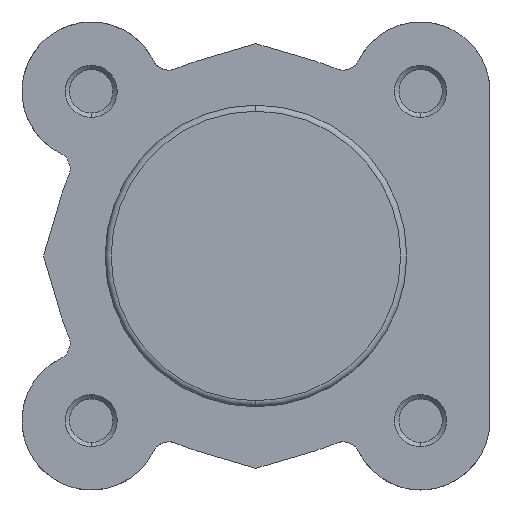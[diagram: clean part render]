
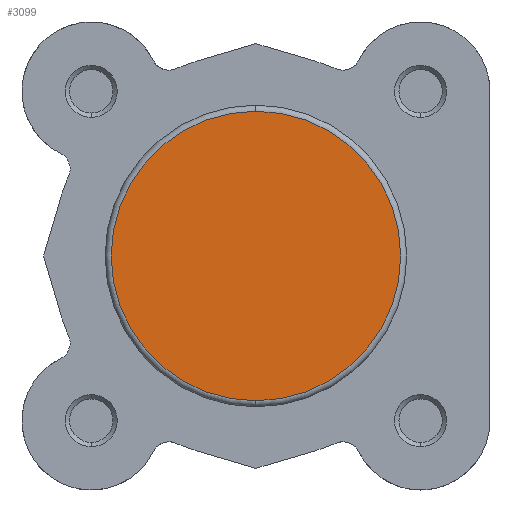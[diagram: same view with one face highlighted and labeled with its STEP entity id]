
A CAD part, left-side view. The second image highlights one B-rep face of the part: STEP entity #3099.
In plain terms, the highlighted planar face has unit normal (-1, 0, 0).
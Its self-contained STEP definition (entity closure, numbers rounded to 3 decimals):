
#64 = VERTEX_POINT ( 'NONE', #77 ) ;
#69 = VERTEX_POINT ( 'NONE', #75 ) ;
#75 = CARTESIAN_POINT ( 'NONE',  ( 0., 0., -16.7 ) ) ;
#77 = CARTESIAN_POINT ( 'NONE',  ( 0., 0., 16.7 ) ) ;
#991 = CIRCLE ( 'NONE', #2408, 16.7 ) ;
#1346 = EDGE_LOOP ( 'NONE', ( #3174, #3173 ) ) ;
#2368 = EDGE_CURVE ( 'NONE', #64, #69, #991, .T. ) ;
#2408 = AXIS2_PLACEMENT_3D ( 'NONE', #4671, #4670, #4669 ) ;
#2594 = AXIS2_PLACEMENT_3D ( 'NONE', #4844, #4854, #4855 ) ;
#2855 = AXIS2_PLACEMENT_3D ( 'NONE', #5985, #5988, #5989 ) ;
#3099 = ADVANCED_FACE ( 'NONE', ( #3399 ), #4841, .T. ) ;
#3173 = ORIENTED_EDGE ( 'NONE', *, *, #6688, .T. ) ;
#3174 = ORIENTED_EDGE ( 'NONE', *, *, #2368, .T. ) ;
#3399 = FACE_OUTER_BOUND ( 'NONE', #1346, .T. ) ;
#4062 = CIRCLE ( 'NONE', #2855, 16.7 ) ;
#4669 = DIRECTION ( 'NONE',  ( 0., 0., 1. ) ) ;
#4670 = DIRECTION ( 'NONE',  ( -1., 0., 0. ) ) ;
#4671 = CARTESIAN_POINT ( 'NONE',  ( 0., 0., 0. ) ) ;
#4841 = PLANE ( 'NONE',  #2594 ) ;
#4844 = CARTESIAN_POINT ( 'NONE',  ( 0., -17.4, 0. ) ) ;
#4854 = DIRECTION ( 'NONE',  ( -1., 0., 0. ) ) ;
#4855 = DIRECTION ( 'NONE',  ( 0., 0., 1. ) ) ;
#5985 = CARTESIAN_POINT ( 'NONE',  ( 0., 0., 0. ) ) ;
#5988 = DIRECTION ( 'NONE',  ( -1., 0., 0. ) ) ;
#5989 = DIRECTION ( 'NONE',  ( 0., 0., 1. ) ) ;
#6688 = EDGE_CURVE ( 'NONE', #69, #64, #4062, .T. ) ;
